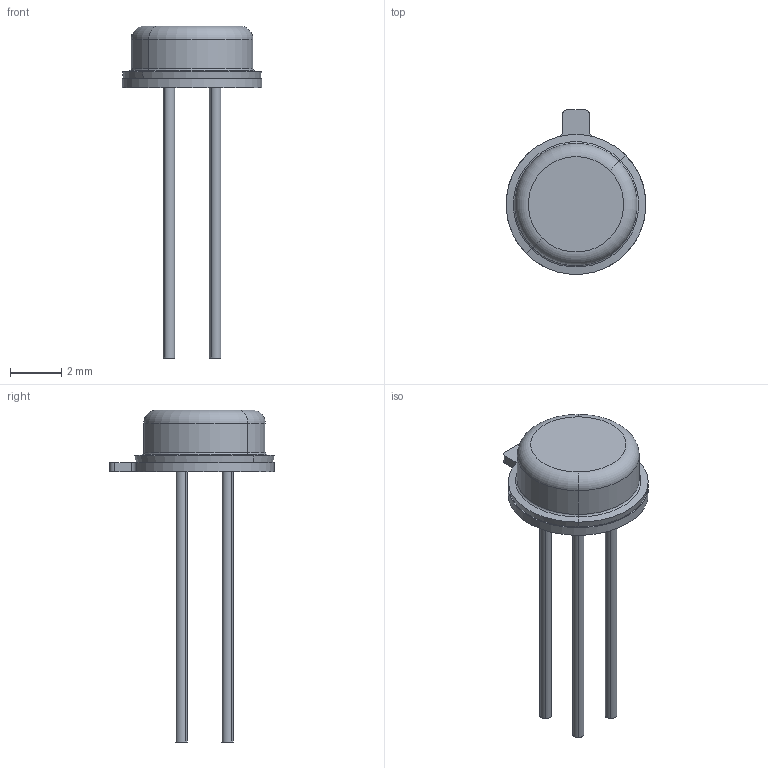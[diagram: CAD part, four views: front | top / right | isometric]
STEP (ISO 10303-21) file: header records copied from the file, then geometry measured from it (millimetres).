
FILE_DESCRIPTION((''),'2;1');
FILE_NAME('NDV0003H_ASM','2017-01-26T',('a0412025'),(''),'CREO PARAMETRIC BY PTC INC, 2016050','CREO PARAMETRIC BY PTC INC, 2016050','');
FILE_SCHEMA(('AUTOMOTIVE_DESIGN { 1 0 10303 214 1 1 1 1 }'));
Length unit declared in the file: millimetre
Products named in the file (7): MTLCAN-NDV0003A_AF0; PIN-TOCAN_AF0; PIN-TOCAN_AF1; PIN-TOCAN_AF2; COVER-NDV0003H_AF0; GLASS-TOCAN_AF0; NDV0003H_ASM
Assembly tree (6 placements, depth 2):
  NDV0003H_ASM
    MTLCAN-NDV0003A_AF0
    PIN-TOCAN_AF0
    PIN-TOCAN_AF1
    PIN-TOCAN_AF2
    COVER-NDV0003H_AF0
    GLASS-TOCAN_AF0
Bounding box: 5.44 x 6.41 x 12.91 mm (x, y, z)
Volume: 23.5 mm3; surface area: 206 mm2
Topology: 6 solids, 6 shells, 63 faces, 140 edges, 90 vertices
Faces by surface type: cylinder 23, torus 18, plane 16, cone 6
Entity records: 3238 total; most frequent: DIRECTION 388, CARTESIAN_POINT 325, ORIENTED_EDGE 280, AXIS2_PLACEMENT_3D 172, PRESENTATION_STYLE_ASSIGNMENT 146, STYLED_ITEM 146, PROPERTY_DEFINITION 145, CURVE_STYLE 140
